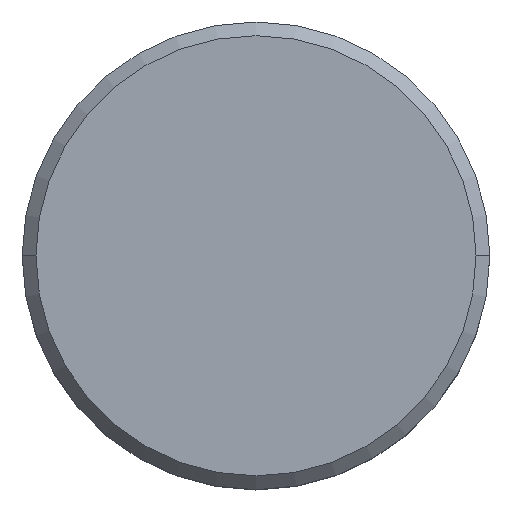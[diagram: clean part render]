
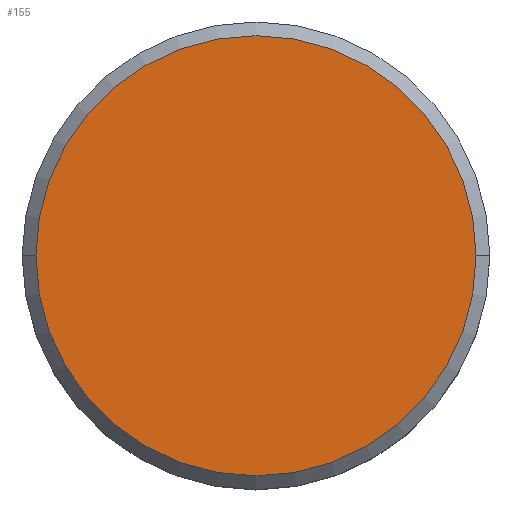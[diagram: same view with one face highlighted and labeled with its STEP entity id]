
A CAD part, top view. The second image highlights one B-rep face of the part: STEP entity #155.
In plain terms, the highlighted planar face has unit normal (0, 0, 1).
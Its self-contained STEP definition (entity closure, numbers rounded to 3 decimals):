
#54 = EDGE_CURVE ( 'NONE', #310, #264, #170, .T. ) ;
#57 = DIRECTION ( 'NONE',  ( 0., 0., 1. ) ) ;
#97 = EDGE_LOOP ( 'NONE', ( #196, #480 ) ) ;
#143 = CIRCLE ( 'NONE', #420, 8. ) ;
#155 = ADVANCED_FACE ( 'NONE', ( #328 ), #468, .T. ) ;
#170 = CIRCLE ( 'NONE', #371, 8. ) ;
#174 = CARTESIAN_POINT ( 'NONE',  ( -8., 0., 0. ) ) ;
#180 = AXIS2_PLACEMENT_3D ( 'NONE', #289, #246, #283 ) ;
#196 = ORIENTED_EDGE ( 'NONE', *, *, #54, .T. ) ;
#209 = CARTESIAN_POINT ( 'NONE',  ( 8., 0., 0. ) ) ;
#245 = DIRECTION ( 'NONE',  ( 0., 0., 1. ) ) ;
#246 = DIRECTION ( 'NONE',  ( 0., 0., 1. ) ) ;
#251 = CARTESIAN_POINT ( 'NONE',  ( 0., 0., 0. ) ) ;
#255 = EDGE_CURVE ( 'NONE', #264, #310, #143, .T. ) ;
#264 = VERTEX_POINT ( 'NONE', #209 ) ;
#283 = DIRECTION ( 'NONE',  ( 1., 0., 0. ) ) ;
#289 = CARTESIAN_POINT ( 'NONE',  ( 0., 0., 0. ) ) ;
#310 = VERTEX_POINT ( 'NONE', #174 ) ;
#328 = FACE_OUTER_BOUND ( 'NONE', #97, .T. ) ;
#371 = AXIS2_PLACEMENT_3D ( 'NONE', #569, #245, #386 ) ;
#386 = DIRECTION ( 'NONE',  ( 1., 0., 0. ) ) ;
#396 = DIRECTION ( 'NONE',  ( 1., 0., 0. ) ) ;
#420 = AXIS2_PLACEMENT_3D ( 'NONE', #251, #57, #396 ) ;
#468 = PLANE ( 'NONE',  #180 ) ;
#480 = ORIENTED_EDGE ( 'NONE', *, *, #255, .T. ) ;
#569 = CARTESIAN_POINT ( 'NONE',  ( 0., 0., 0. ) ) ;
